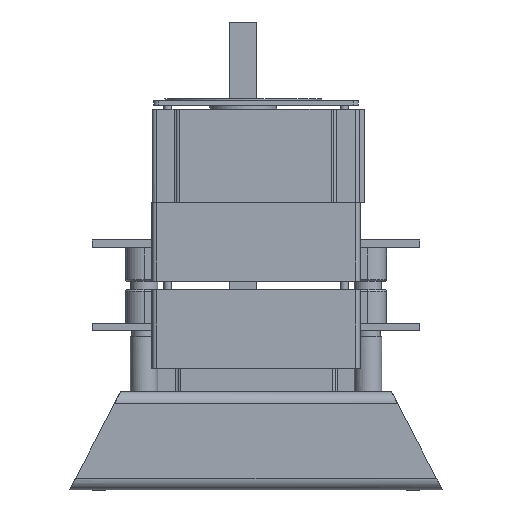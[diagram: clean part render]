
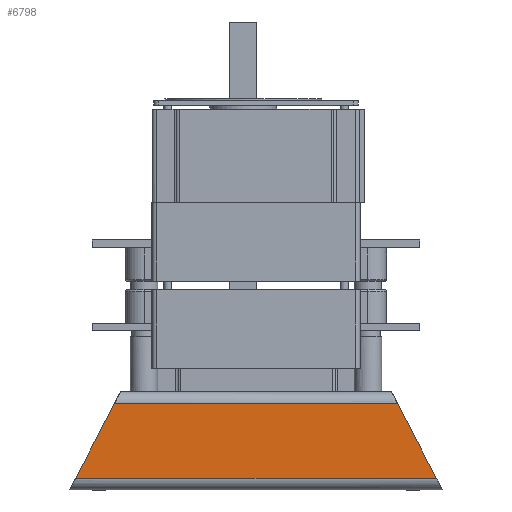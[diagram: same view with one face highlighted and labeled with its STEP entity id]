
A CAD part, left-side view. The second image highlights one B-rep face of the part: STEP entity #6798.
In plain terms, the highlighted planar face has unit normal (-1, 0, 0).
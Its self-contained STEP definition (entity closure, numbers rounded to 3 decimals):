
#6134=CARTESIAN_POINT('',(-68.05,91.88,-98.2));
#6135=VERTEX_POINT('',#6134);
#6143=CARTESIAN_POINT('',(-68.05,72.12,-60.2));
#6144=VERTEX_POINT('',#6143);
#6145=CARTESIAN_POINT('',(-68.05,72.12,-60.2));
#6146=DIRECTION('',(0.0,0.461,-0.887));
#6147=VECTOR('',#6146,42.831);
#6148=LINE('',#6145,#6147);
#6149=EDGE_CURVE('',#6144,#6135,#6148,.T.);
#6520=CARTESIAN_POINT('',(-68.05,-72.12,-60.2));
#6521=VERTEX_POINT('',#6520);
#6529=CARTESIAN_POINT('',(-68.05,-91.88,-98.2));
#6530=VERTEX_POINT('',#6529);
#6531=CARTESIAN_POINT('',(-68.05,-91.88,-98.2));
#6532=DIRECTION('',(0.0,0.461,0.887));
#6533=VECTOR('',#6532,42.831);
#6534=LINE('',#6531,#6533);
#6535=EDGE_CURVE('',#6530,#6521,#6534,.T.);
#6773=CARTESIAN_POINT('',(-68.05,-91.88,-98.2));
#6774=DIRECTION('',(0.0,1.0,0.0));
#6775=VECTOR('',#6774,183.76);
#6776=LINE('',#6773,#6775);
#6777=EDGE_CURVE('',#6530,#6135,#6776,.T.);
#6782=CARTESIAN_POINT('',(-68.05,91.88,-79.2));
#6783=DIRECTION('',(-1.0,0.0,0.0));
#6784=DIRECTION('',(0.0,0.0,1.0));
#6785=AXIS2_PLACEMENT_3D('',#6782,#6783,#6784);
#6786=PLANE('',#6785);
#6787=ORIENTED_EDGE('',*,*,#6149,.T.);
#6788=ORIENTED_EDGE('',*,*,#6777,.F.);
#6789=ORIENTED_EDGE('',*,*,#6535,.T.);
#6790=CARTESIAN_POINT('',(-68.05,-72.12,-60.2));
#6791=DIRECTION('',(0.0,1.0,0.0));
#6792=VECTOR('',#6791,144.24);
#6793=LINE('',#6790,#6792);
#6794=EDGE_CURVE('',#6521,#6144,#6793,.T.);
#6795=ORIENTED_EDGE('',*,*,#6794,.T.);
#6796=EDGE_LOOP('',(#6787,#6788,#6789,#6795));
#6797=FACE_OUTER_BOUND('',#6796,.T.);
#6798=ADVANCED_FACE('',(#6797),#6786,.T.);
